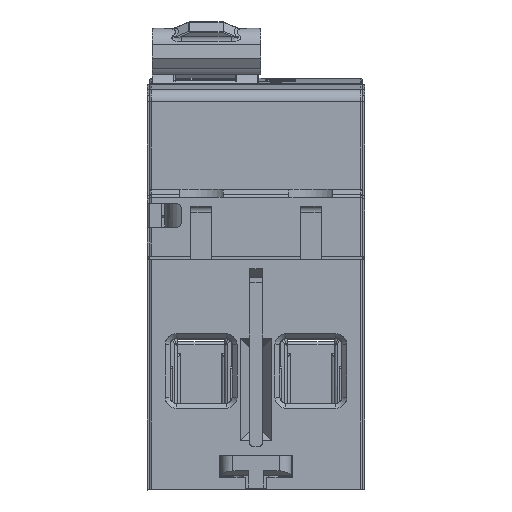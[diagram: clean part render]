
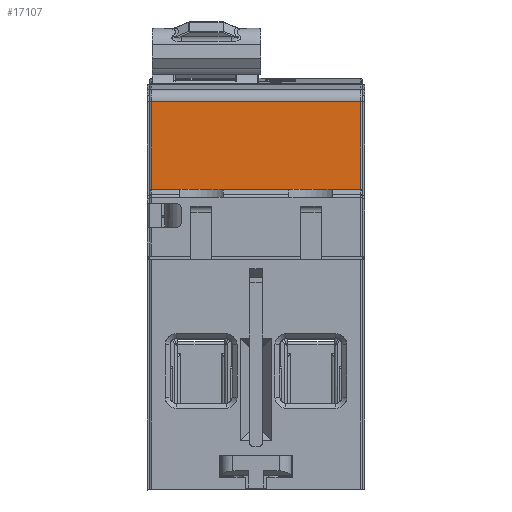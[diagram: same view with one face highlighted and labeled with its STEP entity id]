
A CAD part, top view. The second image highlights one B-rep face of the part: STEP entity #17107.
In plain terms, the highlighted planar face has unit normal (0, 0, 1).
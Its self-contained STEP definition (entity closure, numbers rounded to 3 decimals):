
#13668=PLANE('',#97322);
#17107=ADVANCED_FACE('',(#21182),#13668,.T.);
#21182=FACE_OUTER_BOUND('',#24739,.T.);
#24739=EDGE_LOOP('',(#42030,#42031,#42032,#42033));
#42030=ORIENTED_EDGE('',*,*,#71622,.T.);
#42031=ORIENTED_EDGE('',*,*,#71623,.T.);
#42032=ORIENTED_EDGE('',*,*,#71592,.F.);
#42033=ORIENTED_EDGE('',*,*,#71621,.T.);
#57934=VERTEX_POINT('',#169612);
#57935=VERTEX_POINT('',#169616);
#57956=VERTEX_POINT('',#169671);
#57957=VERTEX_POINT('',#169675);
#71592=EDGE_CURVE('',#57935,#57934,#88655,.T.);
#71621=EDGE_CURVE('',#57935,#57956,#88669,.T.);
#71622=EDGE_CURVE('',#57956,#57957,#88670,.T.);
#71623=EDGE_CURVE('',#57957,#57934,#88671,.T.);
#88655=LINE('',#169615,#92473);
#88669=LINE('',#169672,#92487);
#88670=LINE('',#169674,#92488);
#88671=LINE('',#169676,#92489);
#92473=VECTOR('',#107481,1.);
#92487=VECTOR('',#107537,1.);
#92488=VECTOR('',#107540,1.);
#92489=VECTOR('',#107541,1.);
#97322=AXIS2_PLACEMENT_3D('',#169677,#107542,#107543);
#107481=DIRECTION('',(-1.,0.,0.));
#107537=DIRECTION('',(0.,1.,0.));
#107540=DIRECTION('',(-1.,0.,0.));
#107541=DIRECTION('',(0.,-1.,0.));
#107542=DIRECTION('',(0.,0.,1.));
#107543=DIRECTION('',(0.,-1.,0.));
#169612=CARTESIAN_POINT('',(-35.,43.7,-18.25));
#169615=CARTESIAN_POINT('',(-0.6,43.7,-18.25));
#169616=CARTESIAN_POINT('',(-0.6,43.7,-18.25));
#169671=CARTESIAN_POINT('',(-0.6,58.108,-18.25));
#169672=CARTESIAN_POINT('',(-0.6,43.7,-18.25));
#169674=CARTESIAN_POINT('',(-0.6,58.108,-18.25));
#169675=CARTESIAN_POINT('',(-35.,58.108,-18.25));
#169676=CARTESIAN_POINT('',(-35.,58.108,-18.25));
#169677=CARTESIAN_POINT('',(0.2,68.,-18.25));
